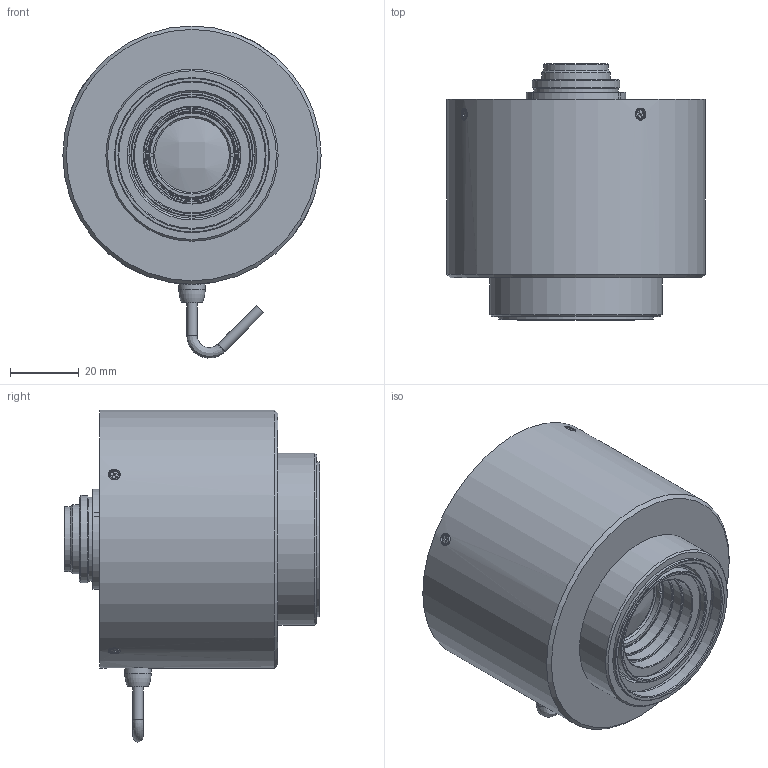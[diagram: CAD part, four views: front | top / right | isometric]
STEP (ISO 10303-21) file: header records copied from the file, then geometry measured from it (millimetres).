
FILE_DESCRIPTION (( 'STEP AP203' ), '1' );
FILE_NAME ('600119.STEP', '2025-02-08T07:09:28', ( 'Windows User' ), ( 'P R C' ), 'SwSTEP 2.0', 'SolidWorks 2020', '' );
FILE_SCHEMA (( 'CONFIG_CONTROL_DESIGN' ));
Length unit declared in the file: millimetre
Products named in the file (1): 600119
Bounding box: 75 x 74.3 x 96.39 mm (x, y, z)
Volume: 244249.3 mm3; surface area: 26606 mm2
Topology: 1 solids, 13 shells, 420 faces, 1026 edges, 679 vertices
Faces by surface type: plane 284, cylinder 84, cone 39, bspline 12, torus 1
Full cylindrical faces by diameter (mm): 1.7 x3, 1.8 x3, 2 x9, 2.2 x9, 3 x14, 3.5 x4, 3.6 x1, 4 x4, 7.699 x1, 17.313 x1, 18.8 x1, 20.013 x1, 21.7 x1, 22.6 x1, 23 x1, 24.4 x1, 25.4 x2, 26.7 x1, 28 x1, 33.5 x1, 34 x1, 35.5 x1, 42.5 x1, 43 x1, 44 x1, 45 x1, 50 x1, 75 x1
Entity records: 12188 total; most frequent: CARTESIAN_POINT 2896, DIRECTION 1833, ORIENTED_EDGE 1732, EDGE_CURVE 866, VECTOR 633, LINE 633, VERTEX_POINT 630, EDGE_LOOP 604
